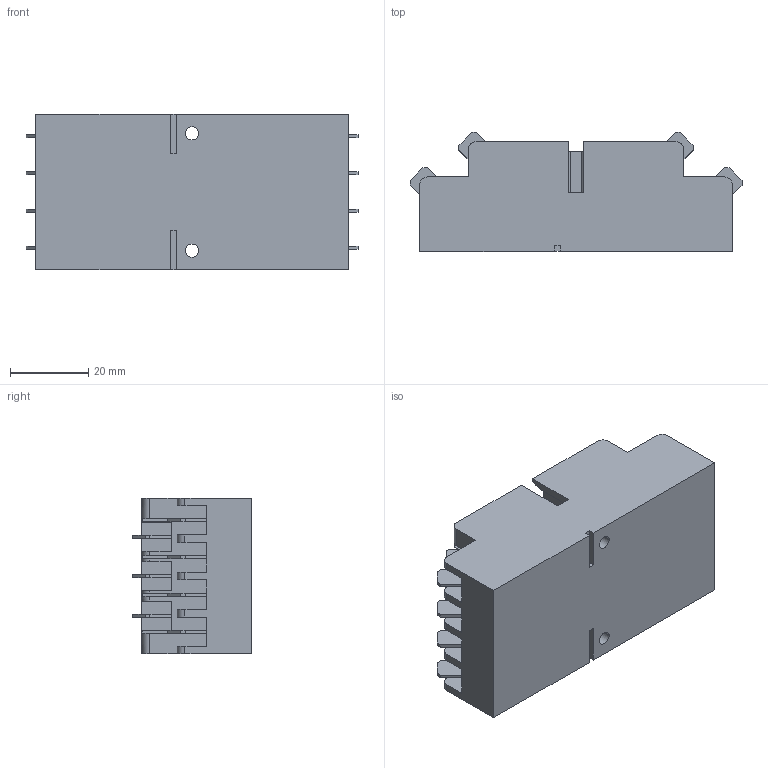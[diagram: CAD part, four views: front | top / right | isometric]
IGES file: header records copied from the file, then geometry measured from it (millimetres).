
Global section: file name: No Iges File Name specified; native system: Autodesk Inventor 2009; preprocessor: AutoDesk Inventor Iges Exporter R2009; author: Niriawan; date: 20080818.150149; units: millimetre
Bounding box: 84.89 x 30.4 x 39.8 mm (x, y, z)
Volume: 66823.1 mm3; surface area: 20648.4 mm2
Topology: 1 solids, 21 shells, 494 faces, 1316 edges, 864 vertices
Faces by surface type: plane 424, cylinder 66, bspline 4
